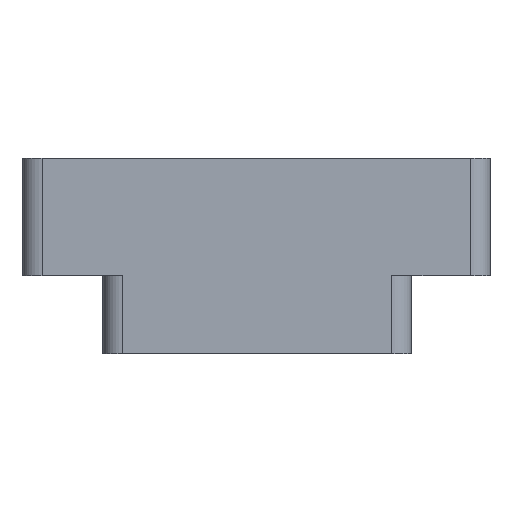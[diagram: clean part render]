
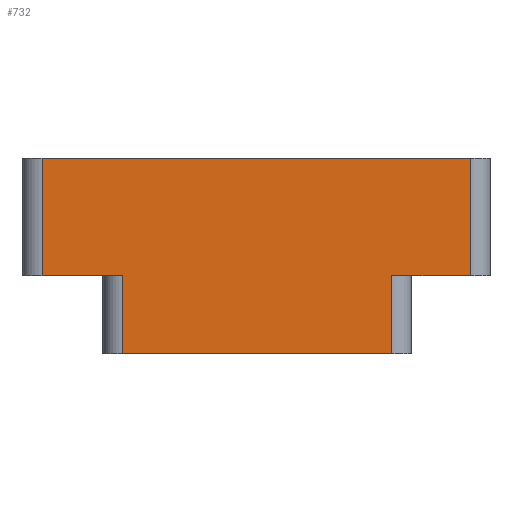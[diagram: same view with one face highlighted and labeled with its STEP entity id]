
A CAD part, front view. The second image highlights one B-rep face of the part: STEP entity #732.
In plain terms, the highlighted planar face has unit normal (0.002, -1, 0).
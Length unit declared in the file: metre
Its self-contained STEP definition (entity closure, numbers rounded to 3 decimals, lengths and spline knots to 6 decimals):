
#49=LINE('',#1140,#96);
#52=LINE('',#1191,#99);
#58=LINE('',#1219,#105);
#71=LINE('',#1246,#118);
#72=LINE('',#1248,#119);
#73=LINE('',#1250,#120);
#74=LINE('',#1252,#121);
#75=LINE('',#1253,#122);
#96=VECTOR('',#897,1.);
#99=VECTOR('',#952,1.);
#105=VECTOR('',#974,1.);
#118=VECTOR('',#1007,1.);
#119=VECTOR('',#1010,1.);
#120=VECTOR('',#1011,1.);
#121=VECTOR('',#1012,1.);
#122=VECTOR('',#1013,1.);
#234=ORIENTED_EDGE('',*,*,#385,.T.);
#235=ORIENTED_EDGE('',*,*,#401,.T.);
#236=ORIENTED_EDGE('',*,*,#402,.T.);
#237=ORIENTED_EDGE('',*,*,#403,.T.);
#238=ORIENTED_EDGE('',*,*,#371,.T.);
#239=ORIENTED_EDGE('',*,*,#404,.T.);
#240=ORIENTED_EDGE('',*,*,#349,.F.);
#241=ORIENTED_EDGE('',*,*,#400,.F.);
#349=EDGE_CURVE('',#447,#448,#49,.T.);
#371=EDGE_CURVE('',#470,#469,#52,.T.);
#385=EDGE_CURVE('',#484,#483,#58,.T.);
#400=EDGE_CURVE('',#484,#447,#71,.T.);
#401=EDGE_CURVE('',#483,#488,#72,.F.);
#402=EDGE_CURVE('',#488,#489,#73,.T.);
#403=EDGE_CURVE('',#489,#470,#74,.T.);
#404=EDGE_CURVE('',#469,#448,#75,.T.);
#447=VERTEX_POINT('',#1139);
#448=VERTEX_POINT('',#1141);
#469=VERTEX_POINT('',#1190);
#470=VERTEX_POINT('',#1192);
#483=VERTEX_POINT('',#1218);
#484=VERTEX_POINT('',#1220);
#488=VERTEX_POINT('',#1249);
#489=VERTEX_POINT('',#1251);
#590=EDGE_LOOP('',(#234,#235,#236,#237,#238,#239,#240,#241));
#664=FACE_BOUND('',#590,.T.);
#710=PLANE('',#827);
#732=ADVANCED_FACE('',(#664),#710,.T.);
#827=AXIS2_PLACEMENT_3D('',#1247,#1008,#1009);
#897=DIRECTION('',(1.,0.002,0.));
#952=DIRECTION('',(1.,0.002,0.));
#974=DIRECTION('',(1.,0.002,0.));
#1007=DIRECTION('',(0.,0.,1.));
#1008=DIRECTION('',(0.002,-1.,0.));
#1009=DIRECTION('',(1.,0.002,0.));
#1010=DIRECTION('',(0.,0.,1.));
#1011=DIRECTION('',(1.,0.002,0.));
#1012=DIRECTION('',(0.,0.,1.));
#1013=DIRECTION('',(0.,0.,1.));
#1139=CARTESIAN_POINT('',(1.145406,0.244509,0.055019));
#1140=CARTESIAN_POINT('',(1.200334,0.244605,0.055019));
#1141=CARTESIAN_POINT('',(1.255263,0.244701,0.055019));
#1190=CARTESIAN_POINT('',(1.255263,0.244701,0.025));
#1191=CARTESIAN_POINT('',(1.200334,0.244605,0.025));
#1192=CARTESIAN_POINT('',(1.235042,0.244665,0.025));
#1218=CARTESIAN_POINT('',(1.166042,0.244545,0.025));
#1219=CARTESIAN_POINT('',(1.200334,0.244605,0.025));
#1220=CARTESIAN_POINT('',(1.145406,0.244509,0.025));
#1246=CARTESIAN_POINT('',(1.145406,0.244509,0.045019));
#1247=CARTESIAN_POINT('',(1.200334,0.244605,0.045019));
#1248=CARTESIAN_POINT('',(1.166042,0.244545,0.005));
#1249=CARTESIAN_POINT('',(1.166042,0.244545,0.005));
#1250=CARTESIAN_POINT('',(1.200334,0.244605,0.005));
#1251=CARTESIAN_POINT('',(1.235042,0.244665,0.005));
#1252=CARTESIAN_POINT('',(1.235042,0.244665,0.045019));
#1253=CARTESIAN_POINT('',(1.255263,0.244701,0.045019));
